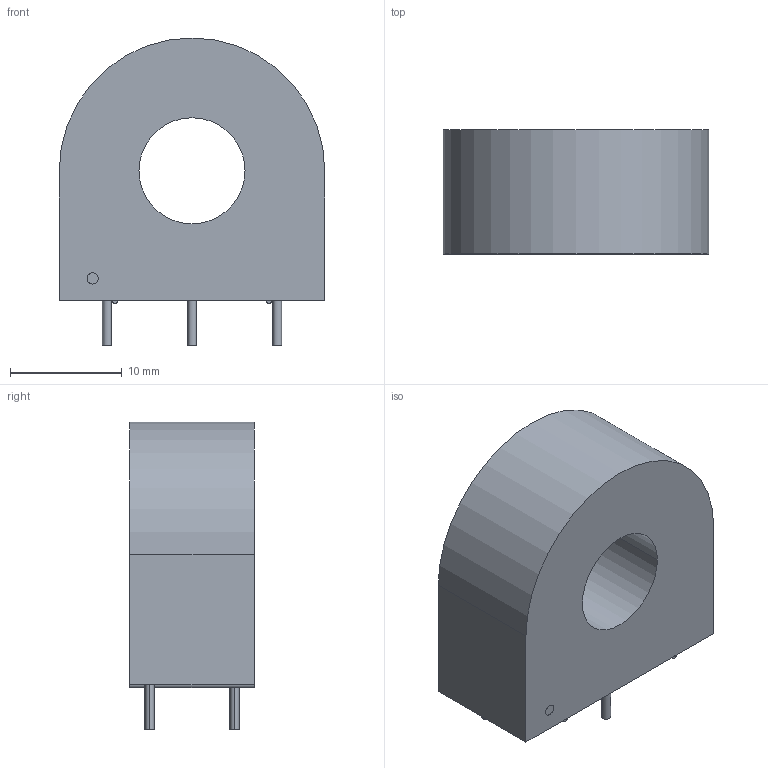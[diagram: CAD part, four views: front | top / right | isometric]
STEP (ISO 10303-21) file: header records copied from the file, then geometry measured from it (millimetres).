
FILE_DESCRIPTION((''),'2;1');
FILE_NAME('XFMR_TALEMA_AC1005.stp','2009-08-05T10:05:35',(''),(''),'Mechanical Desktop 2006','Mechanical Desktop 2006',', , ');
FILE_SCHEMA(('AUTOMOTIVE_DESIGN { 1 2 10303 214 0 1 1 1 }'));
Length unit declared in the file: millimetre
Products named in the file (1): Product
Bounding box: 23.8 x 11.12 x 27.6 mm (x, y, z)
Volume: 4777.1 mm3; surface area: 2194.3 mm2
Topology: 7 solids, 7 shells, 37 faces, 66 edges, 44 vertices
Faces by surface type: plane 20, cylinder 17
Entity records: 971 total; most frequent: DIRECTION 176, CARTESIAN_POINT 148, ORIENTED_EDGE 132, AXIS2_PLACEMENT_3D 72, EDGE_CURVE 66, VERTEX_POINT 44, EDGE_LOOP 40, FACE_OUTER_BOUND 37
